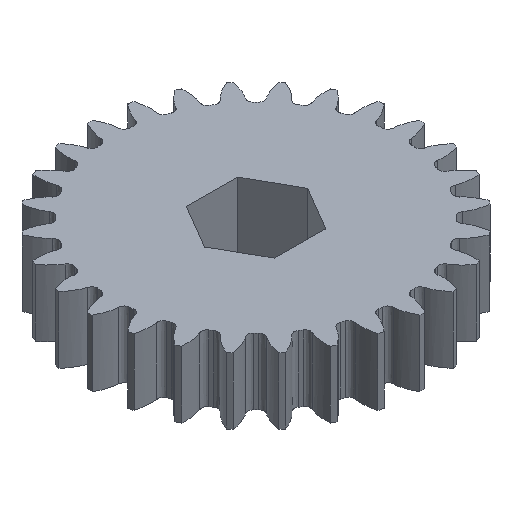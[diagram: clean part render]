
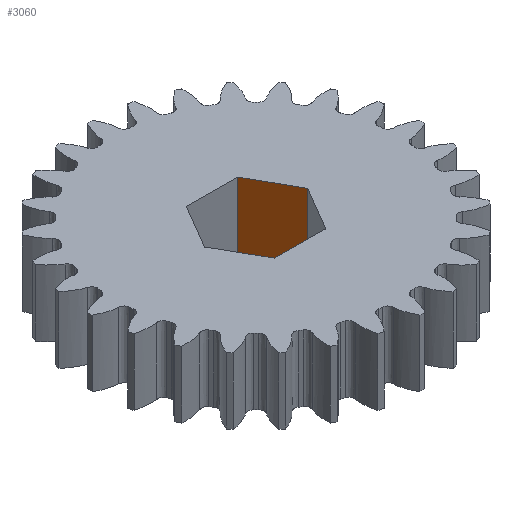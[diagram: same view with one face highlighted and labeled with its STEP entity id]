
A CAD part, isometric view. The second image highlights one B-rep face of the part: STEP entity #3060.
In plain terms, the highlighted planar face has unit normal (-0.871, -0.492, 0).
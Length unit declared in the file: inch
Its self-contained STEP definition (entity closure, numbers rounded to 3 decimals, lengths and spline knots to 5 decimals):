
#636=FACE_OUTER_BOUND('',#812,.T.);
#812=EDGE_LOOP('',(#2017,#2018,#2019,#2020));
#995=LINE('',#3879,#1069);
#997=LINE('',#3883,#1071);
#998=LINE('',#3885,#1072);
#999=LINE('',#3886,#1073);
#1069=VECTOR('',#3447,0.3937);
#1071=VECTOR('',#3451,0.3937);
#1072=VECTOR('',#3452,0.3937);
#1073=VECTOR('',#3453,0.3937);
#1141=VERTEX_POINT('',#3876);
#1142=VERTEX_POINT('',#3878);
#1143=VERTEX_POINT('',#3882);
#1144=VERTEX_POINT('',#3884);
#1491=EDGE_CURVE('',#1142,#1141,#995,.T.);
#1493=EDGE_CURVE('',#1143,#1141,#997,.T.);
#1494=EDGE_CURVE('',#1144,#1143,#998,.T.);
#1495=EDGE_CURVE('',#1142,#1144,#999,.T.);
#2017=ORIENTED_EDGE('',*,*,#1493,.F.);
#2018=ORIENTED_EDGE('',*,*,#1494,.F.);
#2019=ORIENTED_EDGE('',*,*,#1495,.F.);
#2020=ORIENTED_EDGE('',*,*,#1491,.T.);
#3052=PLANE('',#3258);
#3060=ADVANCED_FACE('',(#636),#3052,.T.);
#3258=AXIS2_PLACEMENT_3D('',#3881,#3449,#3450);
#3447=DIRECTION('',(0.,0.,-1.));
#3449=DIRECTION('center_axis',(-0.871,-0.492,0.));
#3450=DIRECTION('ref_axis',(-0.492,0.871,0.));
#3451=DIRECTION('',(-0.492,0.871,0.));
#3452=DIRECTION('',(0.,0.,-1.));
#3453=DIRECTION('',(0.492,-0.871,0.));
#3876=CARTESIAN_POINT('',(0.14669,0.24863,0.125));
#3878=CARTESIAN_POINT('',(0.14669,0.24863,0.5));
#3879=CARTESIAN_POINT('',(0.14669,0.24863,0.5));
#3881=CARTESIAN_POINT('Origin',(0.28866,-0.00272,
0.5));
#3882=CARTESIAN_POINT('',(0.28866,-0.00272,0.125));
#3883=CARTESIAN_POINT('',(0.25317,0.06012,0.125));
#3884=CARTESIAN_POINT('',(0.28866,-0.00272,0.5));
#3885=CARTESIAN_POINT('',(0.28866,-0.00272,0.5));
#3886=CARTESIAN_POINT('',(0.14669,0.24863,0.5));
